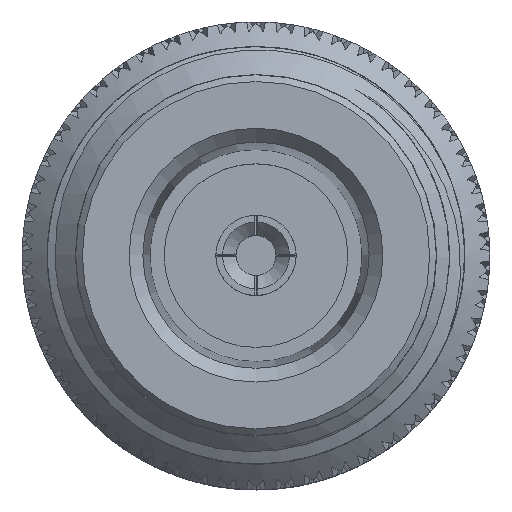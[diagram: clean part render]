
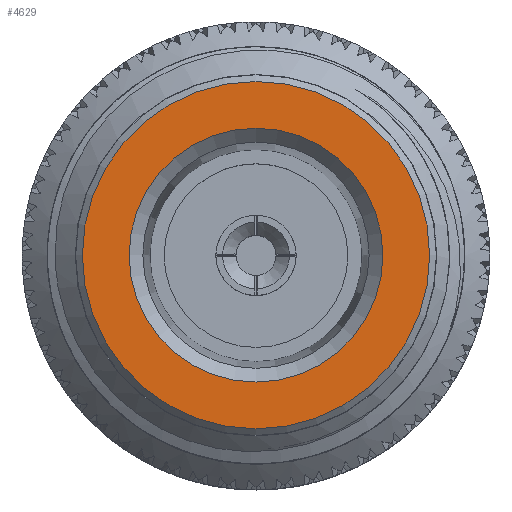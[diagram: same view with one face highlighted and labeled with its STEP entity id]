
A CAD part, top view. The second image highlights one B-rep face of the part: STEP entity #4629.
In plain terms, the highlighted planar face has unit normal (0, 0, 1).
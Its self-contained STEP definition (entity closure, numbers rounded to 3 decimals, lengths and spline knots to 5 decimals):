
#9 = CARTESIAN_POINT ( 'NONE',  ( 0., 0., 0. ) ) ;
#1539 = EDGE_LOOP ( 'NONE', ( #59354 ) ) ;
#4004 = EDGE_LOOP ( 'NONE', ( #95428 ) ) ;
#4629 = ADVANCED_FACE ( 'NONE', ( #62459, #101657 ), #14056, .T. ) ;
#6954 = CIRCLE ( 'NONE', #34339, 0.19 ) ;
#7362 = CARTESIAN_POINT ( 'NONE',  ( 0., 0., 0. ) ) ;
#7593 = CARTESIAN_POINT ( 'NONE',  ( 0., 0., 0. ) ) ;
#11144 = AXIS2_PLACEMENT_3D ( 'NONE', #7593, #75077, #24224 ) ;
#14056 = PLANE ( 'NONE',  #102084 ) ;
#15416 = DIRECTION ( 'NONE',  ( 1., 0., 0. ) ) ;
#19828 = CARTESIAN_POINT ( 'NONE',  ( 0.19, 0., 0. ) ) ;
#22892 = DIRECTION ( 'NONE',  ( 0., 0., 1. ) ) ;
#24224 = DIRECTION ( 'NONE',  ( -1., 0., 0. ) ) ;
#26488 = CARTESIAN_POINT ( 'NONE',  ( -0.26, 0., 0. ) ) ;
#27118 = EDGE_CURVE ( 'NONE', #40250, #40250, #43636, .T. ) ;
#34339 = AXIS2_PLACEMENT_3D ( 'NONE', #9, #91850, #15416 ) ;
#40250 = VERTEX_POINT ( 'NONE', #26488 ) ;
#43636 = CIRCLE ( 'NONE', #11144, 0.26 ) ;
#59354 = ORIENTED_EDGE ( 'NONE', *, *, #87787, .T. ) ;
#62459 = FACE_BOUND ( 'NONE', #1539, .T. ) ;
#75077 = DIRECTION ( 'NONE',  ( 0., 0., -1. ) ) ;
#82847 = DIRECTION ( 'NONE',  ( 1., 0., 0. ) ) ;
#87787 = EDGE_CURVE ( 'NONE', #93808, #93808, #6954, .T. ) ;
#91850 = DIRECTION ( 'NONE',  ( 0., 0., -1. ) ) ;
#93808 = VERTEX_POINT ( 'NONE', #19828 ) ;
#95428 = ORIENTED_EDGE ( 'NONE', *, *, #27118, .F. ) ;
#101657 = FACE_OUTER_BOUND ( 'NONE', #4004, .T. ) ;
#102084 = AXIS2_PLACEMENT_3D ( 'NONE', #7362, #22892, #82847 ) ;
